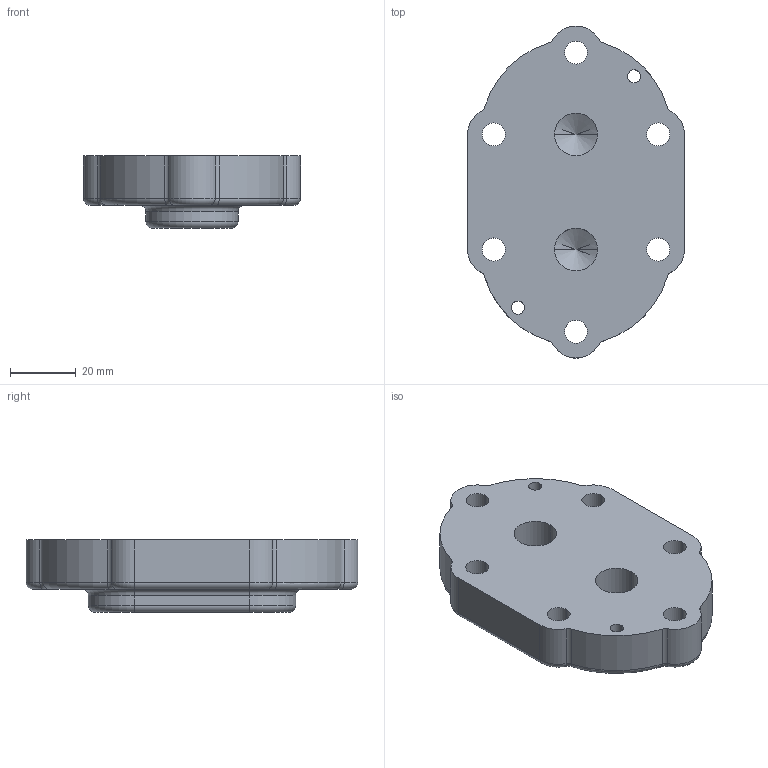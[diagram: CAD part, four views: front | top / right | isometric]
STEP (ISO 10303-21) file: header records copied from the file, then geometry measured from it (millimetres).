
FILE_DESCRIPTION (( 'STEP AP203' ), '1' );
FILE_NAME ('掙裔.STEP', '2023-04-17T03:12:23', ( '' ), ( '' ), 'SwSTEP 2.0', 'SolidWorks 2022', '' );
FILE_SCHEMA (( 'CONFIG_CONTROL_DESIGN' ));
Length unit declared in the file: millimetre
Products named in the file (1): 掙裔
Bounding box: 66 x 100.94 x 22 mm (x, y, z)
Volume: 78331.6 mm3; surface area: 18278.8 mm2
Topology: 1 solids, 1 shells, 97 faces, 236 edges, 144 vertices
Faces by surface type: cylinder 58, torus 22, plane 13, cone 4
Entity records: 2977 total; most frequent: DIRECTION 586, CARTESIAN_POINT 474, ORIENTED_EDGE 464, AXIS2_PLACEMENT_3D 256, EDGE_CURVE 232, CIRCLE 158, VERTEX_POINT 144, EDGE_LOOP 120
